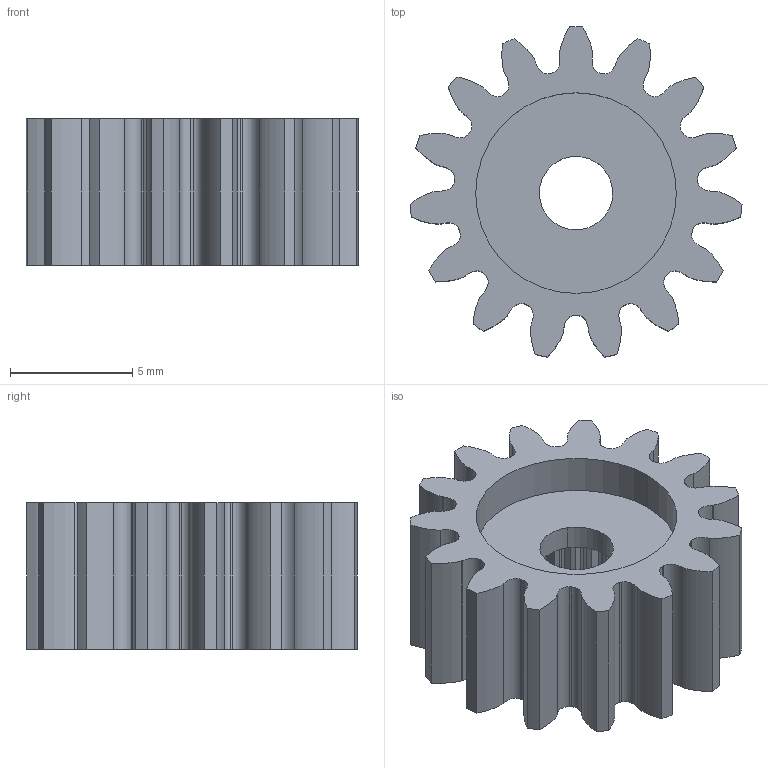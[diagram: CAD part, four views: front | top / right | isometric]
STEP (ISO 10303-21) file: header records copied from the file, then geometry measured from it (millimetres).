
FILE_DESCRIPTION (( 'STEP AP203' ), '1' );
FILE_NAME ('2305-0025-0015.STEP', '2017-04-27T19:00:30', ( '' ), ( '' ), 'SwSTEP 2.0', 'SolidWorks 2016', '' );
FILE_SCHEMA (( 'CONFIG_CONTROL_DESIGN' ));
Length unit declared in the file: millimetre
Products named in the file (1): 2305-0025-0015
Bounding box: 13.57 x 13.5 x 6 mm (x, y, z)
Volume: 480.6 mm3; surface area: 819.9 mm2
Topology: 1 solids, 1 shells, 231 faces, 678 edges, 452 vertices
Faces by surface type: cylinder 86, plane 85, bspline 60
Entity records: 9805 total; most frequent: CARTESIAN_POINT 3822, ORIENTED_EDGE 1356, DIRECTION 1074, EDGE_CURVE 678, VERTEX_POINT 452, LINE 386, VECTOR 386, AXIS2_PLACEMENT_3D 344
